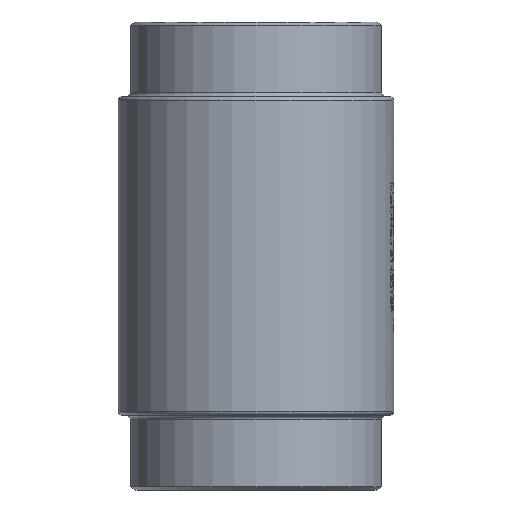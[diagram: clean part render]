
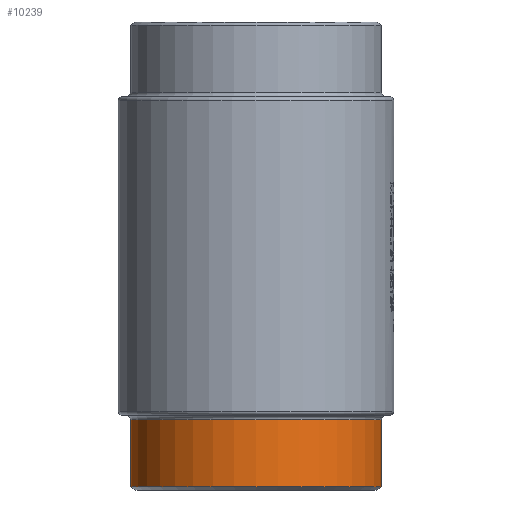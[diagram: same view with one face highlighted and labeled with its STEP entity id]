
A CAD part, front view. The second image highlights one B-rep face of the part: STEP entity #10239.
In plain terms, the highlighted cylindrical face has radius 84.15 mm (diameter 168.3 mm), a partial arc.
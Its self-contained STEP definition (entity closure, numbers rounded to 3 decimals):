
#209 = ORIENTED_EDGE ( 'NONE', *, *, #21662, .T. ) ;
#1269 = CARTESIAN_POINT ( 'NONE',  ( 84.15, 0., -311.979 ) ) ;
#2202 = VECTOR ( 'NONE', #10016, 1000. ) ;
#2273 = CARTESIAN_POINT ( 'NONE',  ( -84.15, 0., -314. ) ) ;
#2892 = EDGE_CURVE ( 'NONE', #16273, #16321, #7807, .T. ) ;
#3545 = EDGE_CURVE ( 'NONE', #14663, #15882, #6560, .T. ) ;
#5567 = FACE_OUTER_BOUND ( 'NONE', #22102, .T. ) ;
#6560 = LINE ( 'NONE', #2273, #13727 ) ;
#6623 = EDGE_CURVE ( 'NONE', #16273, #14663, #25069, .T. ) ;
#7269 = ORIENTED_EDGE ( 'NONE', *, *, #2892, .F. ) ;
#7807 = LINE ( 'NONE', #14183, #2202 ) ;
#8024 = ORIENTED_EDGE ( 'NONE', *, *, #3545, .T. ) ;
#9244 = DIRECTION ( 'NONE',  ( 0., 0., 1. ) ) ;
#10016 = DIRECTION ( 'NONE',  ( 0., 0., -1. ) ) ;
#10239 = ADVANCED_FACE ( 'NONE', ( #5567 ), #24833, .T. ) ;
#13408 = CARTESIAN_POINT ( 'NONE',  ( 0., 0., -311.979 ) ) ;
#13727 = VECTOR ( 'NONE', #20837, 1000. ) ;
#14183 = CARTESIAN_POINT ( 'NONE',  ( 84.15, 0., -314. ) ) ;
#14296 = CARTESIAN_POINT ( 'NONE',  ( 0., 0., -314. ) ) ;
#14663 = VERTEX_POINT ( 'NONE', #26216 ) ;
#15882 = VERTEX_POINT ( 'NONE', #22016 ) ;
#16273 = VERTEX_POINT ( 'NONE', #17225 ) ;
#16321 = VERTEX_POINT ( 'NONE', #1269 ) ;
#16945 = DIRECTION ( 'NONE',  ( 0., 0., -1. ) ) ;
#17065 = CIRCLE ( 'NONE', #25972, 84.15 ) ;
#17225 = CARTESIAN_POINT ( 'NONE',  ( 84.15, 0., -267. ) ) ;
#18008 = AXIS2_PLACEMENT_3D ( 'NONE', #27054, #16945, #24843 ) ;
#19922 = DIRECTION ( 'NONE',  ( 1., 0., 0. ) ) ;
#20398 = DIRECTION ( 'NONE',  ( 1., 0., 0. ) ) ;
#20837 = DIRECTION ( 'NONE',  ( 0., 0., -1. ) ) ;
#21662 = EDGE_CURVE ( 'NONE', #15882, #16321, #17065, .T. ) ;
#22016 = CARTESIAN_POINT ( 'NONE',  ( -84.15, 0., -311.979 ) ) ;
#22102 = EDGE_LOOP ( 'NONE', ( #23213, #8024, #209, #7269 ) ) ;
#22743 = DIRECTION ( 'NONE',  ( 0., 0., -1. ) ) ;
#23213 = ORIENTED_EDGE ( 'NONE', *, *, #6623, .T. ) ;
#24833 = CYLINDRICAL_SURFACE ( 'NONE', #27331, 84.15 ) ;
#24843 = DIRECTION ( 'NONE',  ( 1., 0., 0. ) ) ;
#25069 = CIRCLE ( 'NONE', #18008, 84.15 ) ;
#25972 = AXIS2_PLACEMENT_3D ( 'NONE', #13408, #9244, #19922 ) ;
#26216 = CARTESIAN_POINT ( 'NONE',  ( -84.15, 0., -267. ) ) ;
#27054 = CARTESIAN_POINT ( 'NONE',  ( 0., 0., -267. ) ) ;
#27331 = AXIS2_PLACEMENT_3D ( 'NONE', #14296, #22743, #20398 ) ;
